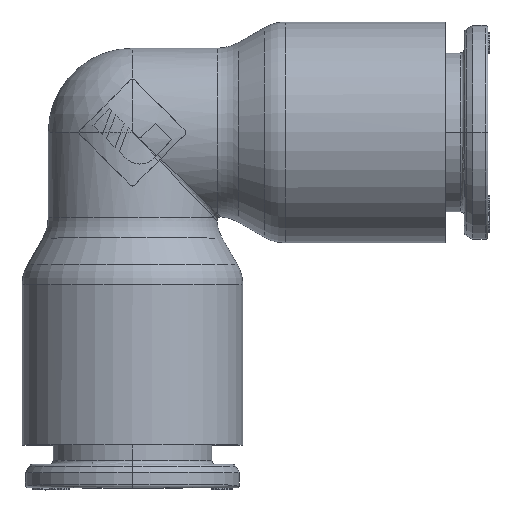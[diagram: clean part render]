
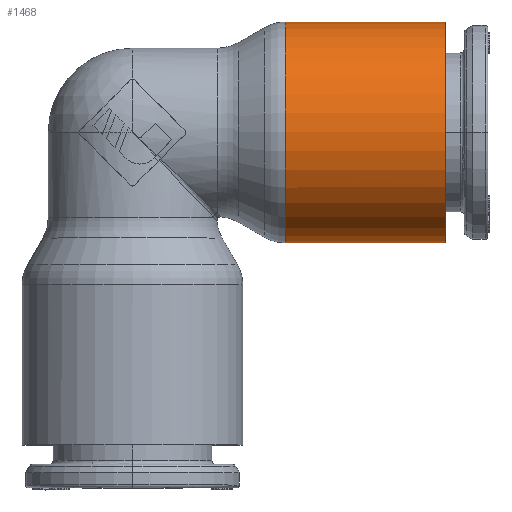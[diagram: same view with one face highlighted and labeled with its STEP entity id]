
A CAD part, top view. The second image highlights one B-rep face of the part: STEP entity #1468.
In plain terms, the highlighted cylindrical face has radius 8 mm (diameter 16 mm), a partial arc.
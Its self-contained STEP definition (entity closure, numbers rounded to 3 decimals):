
#1468=ADVANCED_FACE('',(#4092),#4093,.T.);
#4092=FACE_OUTER_BOUND('',#12150,.T.);
#4093=CYLINDRICAL_SURFACE('',#12151,8.0);
#12150=EDGE_LOOP('',(#21842,#21843,#21844,#21845));
#12151=AXIS2_PLACEMENT_3D('',#21846,#21847,#21848);
#21842=ORIENTED_EDGE('',*,*,#25768,.F.);
#21843=ORIENTED_EDGE('',*,*,#25769,.F.);
#21844=ORIENTED_EDGE('',*,*,#25770,.T.);
#21845=ORIENTED_EDGE('',*,*,#25767,.F.);
#21846=CARTESIAN_POINT('',(-7.538,0.0,0.0));
#21847=DIRECTION('',(-1.0,-0.0,0.0));
#21848=DIRECTION('',(0.0,-1.0,0.0));
#25767=EDGE_CURVE('',#31138,#31140,#31144,.T.);
#25768=EDGE_CURVE('',#31145,#31138,#31146,.T.);
#25769=EDGE_CURVE('',#31147,#31145,#31148,.T.);
#25770=EDGE_CURVE('',#31147,#31140,#31149,.T.);
#31138=VERTEX_POINT('',#41995);
#31140=VERTEX_POINT('',#41997);
#31144=CIRCLE('',#42001,8.0);
#31145=VERTEX_POINT('',#42002);
#31146=LINE('',#42003,#42004);
#31147=VERTEX_POINT('',#42005);
#31148=CIRCLE('',#42006,8.0);
#31149=LINE('',#42007,#42008);
#41995=CARTESIAN_POINT('',(11.054,-8.,-0.003));
#41997=CARTESIAN_POINT('',(11.054,8.,0.003));
#42001=AXIS2_PLACEMENT_3D('',#46707,#46708,#46709);
#42002=CARTESIAN_POINT('',(22.65,-8.0,0.0));
#42003=CARTESIAN_POINT('',(22.65,-8.0,0.0));
#42004=VECTOR('',#46710,11.596);
#42005=CARTESIAN_POINT('',(22.65,8.0,0.0));
#42006=AXIS2_PLACEMENT_3D('',#46711,#46712,#46713);
#42007=CARTESIAN_POINT('',(22.65,8.0,0.0));
#42008=VECTOR('',#46714,11.596);
#46707=CARTESIAN_POINT('',(11.054,0.0,0.0));
#46708=DIRECTION('',(-1.0,0.0,0.0));
#46709=DIRECTION('',(0.0,-1.0,0.0));
#46710=DIRECTION('',(-1.0,0.0,0.0));
#46711=CARTESIAN_POINT('',(22.65,0.0,0.0));
#46712=DIRECTION('',(1.0,0.0,0.0));
#46713=DIRECTION('',(0.0,1.0,0.0));
#46714=DIRECTION('',(-1.0,0.0,0.0));
